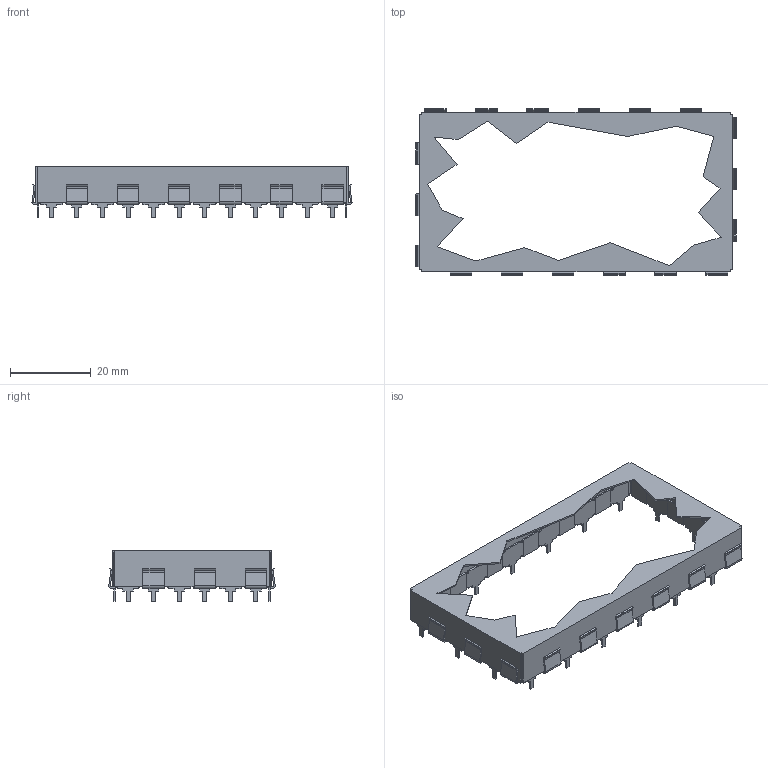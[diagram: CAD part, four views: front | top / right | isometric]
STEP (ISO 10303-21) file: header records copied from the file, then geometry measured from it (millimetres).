
FILE_DESCRIPTION((''),'2;1');
FILE_NAME('LEADERTECH_21CBSFN-1.5x3.0x.39.stp','2013-05-16T10:15:55',(''),(''),'Mechanical Desktop 2011','Mechanical Desktop 2011',', , ');
FILE_SCHEMA(('AUTOMOTIVE_DESIGN { 1 2 10303 214 1 1 1 1 }'));
Length unit declared in the file: millimetre
Products named in the file (1): Product
Bounding box: 79.41 x 41.31 x 12.55 mm (x, y, z)
Volume: 1838.7 mm3; surface area: 10316.2 mm2
Topology: 40 solids, 40 shells, 688 faces, 1806 edges, 1198 vertices
Faces by surface type: plane 425, cylinder 133, bspline 130
Entity records: 21258 total; most frequent: CARTESIAN_POINT 4335, ORIENTED_EDGE 3612, DIRECTION 3232, EDGE_CURVE 1806, VECTOR 1498, LINE 1498, VERTEX_POINT 1198, AXIS2_PLACEMENT_3D 867
